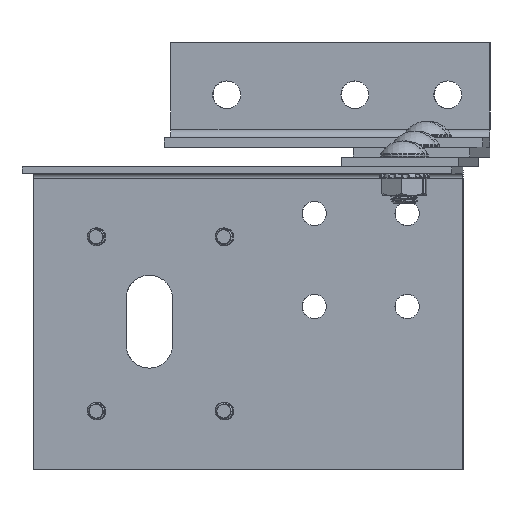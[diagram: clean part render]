
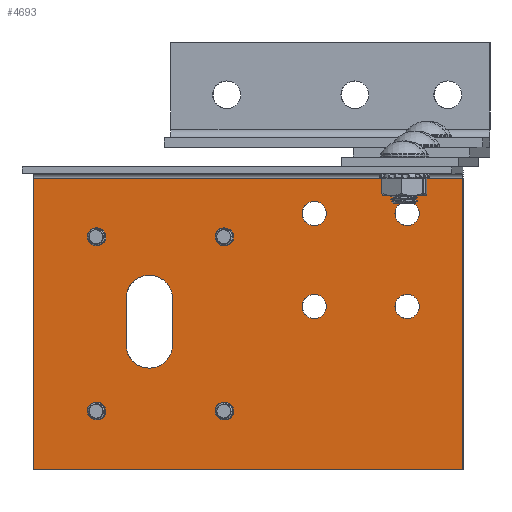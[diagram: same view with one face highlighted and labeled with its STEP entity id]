
A CAD part, front view. The second image highlights one B-rep face of the part: STEP entity #4693.
In plain terms, the highlighted face is planar.
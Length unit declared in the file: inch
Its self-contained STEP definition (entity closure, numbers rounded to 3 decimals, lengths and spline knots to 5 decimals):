
#446=FACE_BOUND('',#890,.T.);
#447=FACE_BOUND('',#891,.T.);
#448=FACE_BOUND('',#892,.T.);
#449=FACE_BOUND('',#893,.T.);
#450=FACE_BOUND('',#894,.T.);
#451=FACE_BOUND('',#895,.T.);
#452=FACE_BOUND('',#896,.T.);
#453=FACE_BOUND('',#897,.T.);
#454=FACE_BOUND('',#898,.T.);
#645=FACE_OUTER_BOUND('',#889,.T.);
#889=EDGE_LOOP('',(#3131,#3132,#3133,#3134));
#890=EDGE_LOOP('',(#3135,#3136,#3137,#3138));
#891=EDGE_LOOP('',(#3139));
#892=EDGE_LOOP('',(#3140));
#893=EDGE_LOOP('',(#3141));
#894=EDGE_LOOP('',(#3142));
#895=EDGE_LOOP('',(#3143));
#896=EDGE_LOOP('',(#3144));
#897=EDGE_LOOP('',(#3145));
#898=EDGE_LOOP('',(#3146));
#1241=LINE('',#6755,#1455);
#1245=LINE('',#6762,#1459);
#1246=LINE('',#6765,#1460);
#1247=LINE('',#6766,#1461);
#1248=LINE('',#6771,#1462);
#1249=LINE('',#6774,#1463);
#1455=VECTOR('',#5577,0.3937);
#1459=VECTOR('',#5583,0.3937);
#1460=VECTOR('',#5586,0.3937);
#1461=VECTOR('',#5587,0.3937);
#1462=VECTOR('',#5590,0.3937);
#1463=VECTOR('',#5593,0.3937);
#1667=CIRCLE('',#5080,0.25);
#1668=CIRCLE('',#5081,0.25);
#1669=CIRCLE('',#5082,0.131);
#1670=CIRCLE('',#5083,0.131);
#1671=CIRCLE('',#5084,0.0795);
#1672=CIRCLE('',#5085,0.0795);
#1673=CIRCLE('',#5086,0.0795);
#1674=CIRCLE('',#5087,0.0795);
#1675=CIRCLE('',#5088,0.131);
#1676=CIRCLE('',#5089,0.131);
#1889=VERTEX_POINT('',#6739);
#1892=VERTEX_POINT('',#6746);
#1895=VERTEX_POINT('',#6760);
#1896=VERTEX_POINT('',#6764);
#1897=VERTEX_POINT('',#6767);
#1898=VERTEX_POINT('',#6768);
#1899=VERTEX_POINT('',#6770);
#1900=VERTEX_POINT('',#6772);
#1901=VERTEX_POINT('',#6775);
#1902=VERTEX_POINT('',#6777);
#1903=VERTEX_POINT('',#6779);
#1904=VERTEX_POINT('',#6781);
#1905=VERTEX_POINT('',#6783);
#1906=VERTEX_POINT('',#6785);
#1907=VERTEX_POINT('',#6787);
#1908=VERTEX_POINT('',#6789);
#2415=EDGE_CURVE('',#1889,#1892,#1241,.T.);
#2419=EDGE_CURVE('',#1895,#1892,#1245,.T.);
#2420=EDGE_CURVE('',#1896,#1895,#1246,.T.);
#2421=EDGE_CURVE('',#1889,#1896,#1247,.T.);
#2422=EDGE_CURVE('',#1897,#1898,#1667,.T.);
#2423=EDGE_CURVE('',#1898,#1899,#1248,.T.);
#2424=EDGE_CURVE('',#1899,#1900,#1668,.T.);
#2425=EDGE_CURVE('',#1900,#1897,#1249,.T.);
#2426=EDGE_CURVE('',#1901,#1901,#1669,.T.);
#2427=EDGE_CURVE('',#1902,#1902,#1670,.T.);
#2428=EDGE_CURVE('',#1903,#1903,#1671,.T.);
#2429=EDGE_CURVE('',#1904,#1904,#1672,.T.);
#2430=EDGE_CURVE('',#1905,#1905,#1673,.T.);
#2431=EDGE_CURVE('',#1906,#1906,#1674,.T.);
#2432=EDGE_CURVE('',#1907,#1907,#1675,.T.);
#2433=EDGE_CURVE('',#1908,#1908,#1676,.T.);
#3131=ORIENTED_EDGE('',*,*,#2415,.T.);
#3132=ORIENTED_EDGE('',*,*,#2419,.F.);
#3133=ORIENTED_EDGE('',*,*,#2420,.F.);
#3134=ORIENTED_EDGE('',*,*,#2421,.F.);
#3135=ORIENTED_EDGE('',*,*,#2422,.T.);
#3136=ORIENTED_EDGE('',*,*,#2423,.T.);
#3137=ORIENTED_EDGE('',*,*,#2424,.T.);
#3138=ORIENTED_EDGE('',*,*,#2425,.T.);
#3139=ORIENTED_EDGE('',*,*,#2426,.T.);
#3140=ORIENTED_EDGE('',*,*,#2427,.T.);
#3141=ORIENTED_EDGE('',*,*,#2428,.T.);
#3142=ORIENTED_EDGE('',*,*,#2429,.T.);
#3143=ORIENTED_EDGE('',*,*,#2430,.T.);
#3144=ORIENTED_EDGE('',*,*,#2431,.T.);
#3145=ORIENTED_EDGE('',*,*,#2432,.T.);
#3146=ORIENTED_EDGE('',*,*,#2433,.T.);
#4526=PLANE('',#5079);
#4693=ADVANCED_FACE('',(#645,#446,#447,#448,#449,#450,#451,#452,#453,#454),
#4526,.T.);
#5079=AXIS2_PLACEMENT_3D('',#6763,#5584,#5585);
#5080=AXIS2_PLACEMENT_3D('',#6769,#5588,#5589);
#5081=AXIS2_PLACEMENT_3D('',#6773,#5591,#5592);
#5082=AXIS2_PLACEMENT_3D('',#6776,#5594,#5595);
#5083=AXIS2_PLACEMENT_3D('',#6778,#5596,#5597);
#5084=AXIS2_PLACEMENT_3D('',#6780,#5598,#5599);
#5085=AXIS2_PLACEMENT_3D('',#6782,#5600,#5601);
#5086=AXIS2_PLACEMENT_3D('',#6784,#5602,#5603);
#5087=AXIS2_PLACEMENT_3D('',#6786,#5604,#5605);
#5088=AXIS2_PLACEMENT_3D('',#6788,#5606,#5607);
#5089=AXIS2_PLACEMENT_3D('',#6790,#5608,#5609);
#5577=DIRECTION('',(0.,1.,0.));
#5583=DIRECTION('',(1.,0.,0.));
#5584=DIRECTION('center_axis',(0.,0.,1.));
#5585=DIRECTION('ref_axis',(1.,0.,0.));
#5586=DIRECTION('',(0.,1.,0.));
#5587=DIRECTION('',(-1.,0.,0.));
#5588=DIRECTION('center_axis',(0.,0.,-1.));
#5589=DIRECTION('ref_axis',(0.,-1.,0.));
#5590=DIRECTION('',(1.,0.,0.));
#5591=DIRECTION('center_axis',(0.,0.,-1.));
#5592=DIRECTION('ref_axis',(0.,1.,0.));
#5593=DIRECTION('',(-1.,0.,0.));
#5594=DIRECTION('center_axis',(0.,0.,-1.));
#5595=DIRECTION('ref_axis',(-1.,0.,0.));
#5596=DIRECTION('center_axis',(0.,0.,-1.));
#5597=DIRECTION('ref_axis',(-1.,0.,0.));
#5598=DIRECTION('center_axis',(0.,0.,-1.));
#5599=DIRECTION('ref_axis',(-1.,0.,0.));
#5600=DIRECTION('center_axis',(0.,0.,-1.));
#5601=DIRECTION('ref_axis',(-1.,0.,0.));
#5602=DIRECTION('center_axis',(0.,0.,-1.));
#5603=DIRECTION('ref_axis',(-1.,0.,0.));
#5604=DIRECTION('center_axis',(0.,0.,-1.));
#5605=DIRECTION('ref_axis',(-1.,0.,0.));
#5606=DIRECTION('center_axis',(0.,0.,-1.));
#5607=DIRECTION('ref_axis',(-1.,0.,0.));
#5608=DIRECTION('center_axis',(0.,0.,-1.));
#5609=DIRECTION('ref_axis',(-1.,0.,0.));
#6739=CARTESIAN_POINT('',(-0.05628,-2.3125,0.074));
#6746=CARTESIAN_POINT('',(-0.05628,2.3125,0.074));
#6755=CARTESIAN_POINT('',(-0.05628,1.15625,0.074));
#6760=CARTESIAN_POINT('',(-3.1875,2.3125,0.074));
#6762=CARTESIAN_POINT('',(3.1875,2.3125,0.074));
#6763=CARTESIAN_POINT('Origin',(0.,0.,
0.074));
#6764=CARTESIAN_POINT('',(-3.1875,-2.3125,0.074));
#6765=CARTESIAN_POINT('',(-3.1875,2.3125,0.074));
#6766=CARTESIAN_POINT('',(-3.1875,-2.3125,0.074));
#6767=CARTESIAN_POINT('',(-1.8505,0.8125,0.074));
#6768=CARTESIAN_POINT('',(-1.8505,1.3125,0.074));
#6769=CARTESIAN_POINT('Origin',(-1.8505,1.0625,0.074));
#6770=CARTESIAN_POINT('',(-1.3505,1.3125,0.074));
#6771=CARTESIAN_POINT('',(-0.92525,1.3125,0.074));
#6772=CARTESIAN_POINT('',(-1.3505,0.8125,0.074));
#6773=CARTESIAN_POINT('Origin',(-1.3505,1.0625,0.074));
#6774=CARTESIAN_POINT('',(-0.67525,0.8125,0.074));
#6775=CARTESIAN_POINT('',(-1.3065,-1.7125,0.074));
#6776=CARTESIAN_POINT('Origin',(-1.4375,-1.7125,0.074));
#6777=CARTESIAN_POINT('',(-1.3065,-0.7125,0.074));
#6778=CARTESIAN_POINT('Origin',(-1.4375,-0.7125,0.074));
#6779=CARTESIAN_POINT('',(-2.483,0.25,0.074));
#6780=CARTESIAN_POINT('Origin',(-2.5625,0.25,0.074));
#6781=CARTESIAN_POINT('',(-2.483,1.625,0.074));
#6782=CARTESIAN_POINT('Origin',(-2.5625,1.625,0.074));
#6783=CARTESIAN_POINT('',(-0.608,1.625,0.074));
#6784=CARTESIAN_POINT('Origin',(-0.6875,1.625,0.074));
#6785=CARTESIAN_POINT('',(-0.608,0.25,0.074));
#6786=CARTESIAN_POINT('Origin',(-0.6875,0.25,0.074));
#6787=CARTESIAN_POINT('',(-0.3065,-0.7125,0.074));
#6788=CARTESIAN_POINT('Origin',(-0.4375,-0.7125,0.074));
#6789=CARTESIAN_POINT('',(-0.3065,-1.7125,0.074));
#6790=CARTESIAN_POINT('Origin',(-0.4375,-1.7125,0.074));
